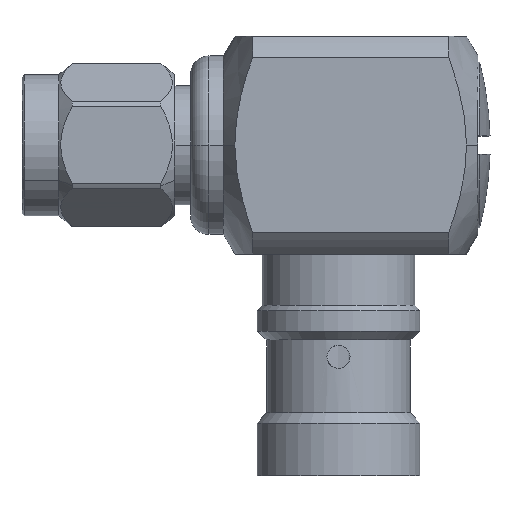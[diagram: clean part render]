
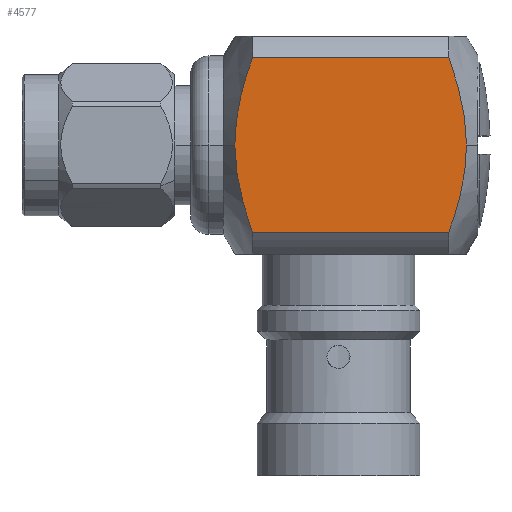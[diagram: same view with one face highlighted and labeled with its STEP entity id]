
A CAD part, top view. The second image highlights one B-rep face of the part: STEP entity #4577.
In plain terms, the highlighted planar face has unit normal (0, 0, 1).
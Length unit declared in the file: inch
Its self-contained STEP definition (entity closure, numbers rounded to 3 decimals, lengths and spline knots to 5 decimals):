
#32 = CARTESIAN_POINT ( 'NONE',  ( 0.46603, 0.06469, 0.23622 ) ) ;
#101 = CARTESIAN_POINT ( 'NONE',  ( 0.48872, -0.15891, 0.23622 ) ) ;
#142 = CARTESIAN_POINT ( 'NONE',  ( 1.22663, -0.23622, 0.23622 ) ) ;
#207 = DIRECTION ( 'NONE',  ( -1., 0., 0. ) ) ;
#267 = CARTESIAN_POINT ( 'NONE',  ( 0.96352, 0., 0.23622 ) ) ;
#346 = CARTESIAN_POINT ( 'NONE',  ( 0.47903, -0.1277, 0.23622 ) ) ;
#687 = CARTESIAN_POINT ( 'NONE',  ( 0.92511, -0.18935, 0.23622 ) ) ;
#847 = VERTEX_POINT ( 'NONE', #2685 ) ;
#872 = CARTESIAN_POINT ( 'NONE',  ( 0.4613, 0., 0.23622 ) ) ;
#901 = VERTEX_POINT ( 'NONE', #4784 ) ;
#1066 = CARTESIAN_POINT ( 'NONE',  ( 0.93578, 0.15868, 0.23622 ) ) ;
#1072 = VERTEX_POINT ( 'NONE', #267 ) ;
#1172 = CARTESIAN_POINT ( 'NONE',  ( 0.96352, 0., 0.23622 ) ) ;
#1366 = CARTESIAN_POINT ( 'NONE',  ( 0.49971, -0.18935, 0.23622 ) ) ;
#1462 = B_SPLINE_CURVE_WITH_KNOTS ( 'NONE', 3,
 ( #3079, #6788, #5212, #2053, #3729, #1986, #5869, #1066, #2117, #5279 ),
 .UNSPECIFIED., .F., .F.,
 ( 4, 2, 2, 2, 4 ),
 ( 0.01106, 0.01229, 0.01352, 0.01475, 0.01599 ),
 .UNSPECIFIED. ) ;
#1496 = EDGE_LOOP ( 'NONE', ( #3449, #2030, #5393, #6613, #2824, #4227 ) ) ;
#1541 = CARTESIAN_POINT ( 'NONE',  ( 0., -0.18935, 0.23622 ) ) ;
#1564 = EDGE_CURVE ( 'NONE', #4163, #847, #5817, .T. ) ;
#1711 = CARTESIAN_POINT ( 'NONE',  ( 0.49971, 0.18935, 0.23622 ) ) ;
#1986 = CARTESIAN_POINT ( 'NONE',  ( 0.94919, 0.11206, 0.23622 ) ) ;
#2030 = ORIENTED_EDGE ( 'NONE', *, *, #2193, .T. ) ;
#2053 = CARTESIAN_POINT ( 'NONE',  ( 0.95879, 0.06469, 0.23622 ) ) ;
#2065 = EDGE_CURVE ( 'NONE', #1072, #2302, #1462, .T. ) ;
#2104 = CARTESIAN_POINT ( 'NONE',  ( 0.4613, 0., 0.23622 ) ) ;
#2117 = CARTESIAN_POINT ( 'NONE',  ( 0.93061, 0.17411, 0.23622 ) ) ;
#2193 = EDGE_CURVE ( 'NONE', #4993, #1072, #4876, .T. ) ;
#2251 = CARTESIAN_POINT ( 'NONE',  ( 0.4613, 0.0163, 0.23622 ) ) ;
#2284 = DIRECTION ( 'NONE',  ( 0., 0., 1. ) ) ;
#2302 = VERTEX_POINT ( 'NONE', #2898 ) ;
#2558 = LINE ( 'NONE', #1541, #4021 ) ;
#2685 = CARTESIAN_POINT ( 'NONE',  ( 0.4613, 0., 0.23622 ) ) ;
#2730 = LINE ( 'NONE', #2917, #2910 ) ;
#2741 = CARTESIAN_POINT ( 'NONE',  ( 0.49971, 0.18935, 0.23622 ) ) ;
#2769 = CARTESIAN_POINT ( 'NONE',  ( 0.46529, -0.06457, 0.23622 ) ) ;
#2824 = ORIENTED_EDGE ( 'NONE', *, *, #1564, .T. ) ;
#2826 = CARTESIAN_POINT ( 'NONE',  ( 0.9361, -0.15891, 0.23622 ) ) ;
#2898 = CARTESIAN_POINT ( 'NONE',  ( 0.92511, 0.18935, 0.23622 ) ) ;
#2910 = VECTOR ( 'NONE', #207, 39.37008 ) ;
#2917 = CARTESIAN_POINT ( 'NONE',  ( 0., 0.18935, 0.23622 ) ) ;
#2990 = EDGE_CURVE ( 'NONE', #847, #901, #3961, .T. ) ;
#3079 = CARTESIAN_POINT ( 'NONE',  ( 0.96352, 0., 0.23622 ) ) ;
#3149 = CARTESIAN_POINT ( 'NONE',  ( 0.47975, 0.12766, 0.23622 ) ) ;
#3449 = ORIENTED_EDGE ( 'NONE', *, *, #6201, .T. ) ;
#3729 = CARTESIAN_POINT ( 'NONE',  ( 0.95605, 0.08057, 0.23622 ) ) ;
#3840 = CARTESIAN_POINT ( 'NONE',  ( 0.4942, 0.17411, 0.23622 ) ) ;
#3859 = CARTESIAN_POINT ( 'NONE',  ( 0.46229, 0.0326, 0.23622 ) ) ;
#3961 = B_SPLINE_CURVE_WITH_KNOTS ( 'NONE', 3,
 ( #872, #5471, #2769, #346, #101, #1366 ),
 .UNSPECIFIED., .F., .F.,
 ( 4, 2, 4 ),
 ( 0.02272, 0.02517, 0.02762 ),
 .UNSPECIFIED. ) ;
#4021 = VECTOR ( 'NONE', #5820, 39.37008 ) ;
#4163 = VERTEX_POINT ( 'NONE', #2741 ) ;
#4227 = ORIENTED_EDGE ( 'NONE', *, *, #2990, .T. ) ;
#4359 = CARTESIAN_POINT ( 'NONE',  ( 0.92511, -0.18935, 0.23622 ) ) ;
#4423 = DIRECTION ( 'NONE',  ( 1., 0., 0. ) ) ;
#4577 = ADVANCED_FACE ( 'NONE', ( #4952 ), #6566, .T. ) ;
#4754 = CARTESIAN_POINT ( 'NONE',  ( 0.47563, 0.11205, 0.23622 ) ) ;
#4784 = CARTESIAN_POINT ( 'NONE',  ( 0.49971, -0.18935, 0.23622 ) ) ;
#4876 = B_SPLINE_CURVE_WITH_KNOTS ( 'NONE', 3,
 ( #687, #2826, #5901, #5383, #4964, #1172 ),
 .UNSPECIFIED., .F., .F.,
 ( 4, 2, 4 ),
 ( 0.00613, 0.0086, 0.01106 ),
 .UNSPECIFIED. ) ;
#4952 = FACE_OUTER_BOUND ( 'NONE', #1496, .T. ) ;
#4964 = CARTESIAN_POINT ( 'NONE',  ( 0.96352, -0.03258, 0.23622 ) ) ;
#4993 = VERTEX_POINT ( 'NONE', #4359 ) ;
#5212 = CARTESIAN_POINT ( 'NONE',  ( 0.96252, 0.0326, 0.23622 ) ) ;
#5279 = CARTESIAN_POINT ( 'NONE',  ( 0.92511, 0.18935, 0.23622 ) ) ;
#5383 = CARTESIAN_POINT ( 'NONE',  ( 0.95953, -0.06457, 0.23622 ) ) ;
#5393 = ORIENTED_EDGE ( 'NONE', *, *, #2065, .T. ) ;
#5471 = CARTESIAN_POINT ( 'NONE',  ( 0.4613, -0.03258, 0.23622 ) ) ;
#5817 = B_SPLINE_CURVE_WITH_KNOTS ( 'NONE', 3,
 ( #1711, #3840, #5985, #3149, #4754, #5890, #32, #3859, #2251, #2104 ),
 .UNSPECIFIED., .F., .F.,
 ( 4, 2, 2, 2, 4 ),
 ( 0.01782, 0.01904, 0.02027, 0.02149, 0.02272 ),
 .UNSPECIFIED. ) ;
#5820 = DIRECTION ( 'NONE',  ( 1., 0., 0. ) ) ;
#5869 = CARTESIAN_POINT ( 'NONE',  ( 0.94506, 0.12766, 0.23622 ) ) ;
#5890 = CARTESIAN_POINT ( 'NONE',  ( 0.46877, 0.08057, 0.23622 ) ) ;
#5901 = CARTESIAN_POINT ( 'NONE',  ( 0.94579, -0.1277, 0.23622 ) ) ;
#5985 = CARTESIAN_POINT ( 'NONE',  ( 0.48903, 0.15867, 0.23622 ) ) ;
#6201 = EDGE_CURVE ( 'NONE', #901, #4993, #2558, .T. ) ;
#6349 = EDGE_CURVE ( 'NONE', #2302, #4163, #2730, .T. ) ;
#6500 = AXIS2_PLACEMENT_3D ( 'NONE', #142, #2284, #4423 ) ;
#6566 = PLANE ( 'NONE',  #6500 ) ;
#6613 = ORIENTED_EDGE ( 'NONE', *, *, #6349, .T. ) ;
#6788 = CARTESIAN_POINT ( 'NONE',  ( 0.96352, 0.0163, 0.23622 ) ) ;
